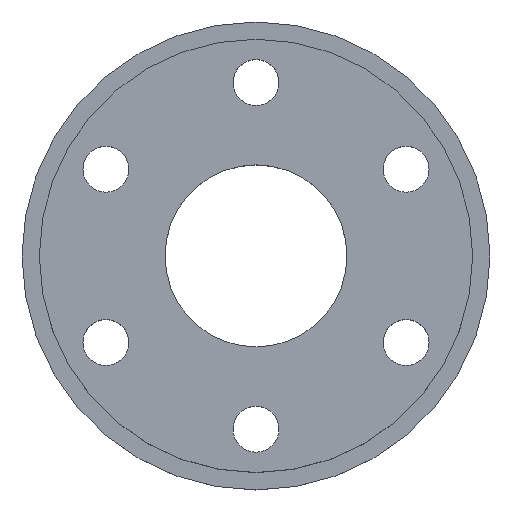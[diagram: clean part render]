
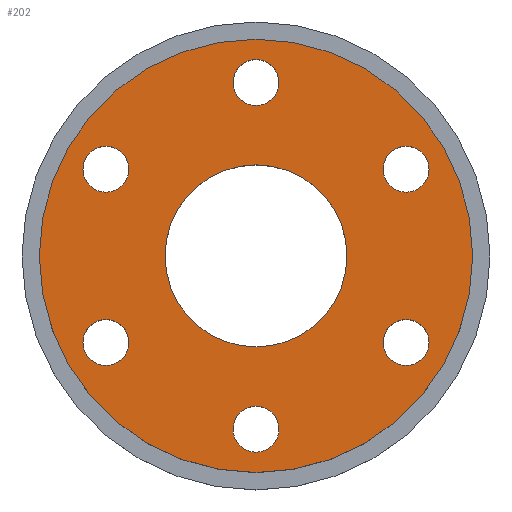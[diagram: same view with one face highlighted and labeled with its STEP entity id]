
A CAD part, top view. The second image highlights one B-rep face of the part: STEP entity #202.
In plain terms, the highlighted planar face has unit normal (0, 0, 1).
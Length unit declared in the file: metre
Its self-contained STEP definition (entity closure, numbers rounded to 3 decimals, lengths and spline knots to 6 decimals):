
#15=PLANE('',#241);
#34=ORIENTED_EDGE('',*,*,#67,.T.);
#35=ORIENTED_EDGE('',*,*,#68,.T.);
#36=ORIENTED_EDGE('',*,*,#69,.T.);
#37=ORIENTED_EDGE('',*,*,#70,.T.);
#38=ORIENTED_EDGE('',*,*,#71,.T.);
#39=ORIENTED_EDGE('',*,*,#72,.T.);
#40=ORIENTED_EDGE('',*,*,#55,.F.);
#41=ORIENTED_EDGE('',*,*,#66,.T.);
#55=EDGE_CURVE('',#74,#74,#93,.T.);
#66=EDGE_CURVE('',#85,#85,#104,.T.);
#67=EDGE_CURVE('',#86,#86,#105,.F.);
#68=EDGE_CURVE('',#87,#87,#106,.F.);
#69=EDGE_CURVE('',#88,#88,#107,.F.);
#70=EDGE_CURVE('',#89,#89,#108,.F.);
#71=EDGE_CURVE('',#90,#90,#109,.F.);
#72=EDGE_CURVE('',#91,#91,#110,.F.);
#74=VERTEX_POINT('',#325);
#85=VERTEX_POINT('',#352);
#86=VERTEX_POINT('',#355);
#87=VERTEX_POINT('',#357);
#88=VERTEX_POINT('',#359);
#89=VERTEX_POINT('',#361);
#90=VERTEX_POINT('',#363);
#91=VERTEX_POINT('',#365);
#93=CIRCLE('',#224,0.0105);
#104=CIRCLE('',#240,0.025);
#105=CIRCLE('',#242,0.00265);
#106=CIRCLE('',#243,0.00265);
#107=CIRCLE('',#244,0.00265);
#108=CIRCLE('',#245,0.00265);
#109=CIRCLE('',#246,0.00265);
#110=CIRCLE('',#247,0.00265);
#129=EDGE_LOOP('',(#34));
#130=EDGE_LOOP('',(#35));
#131=EDGE_LOOP('',(#36));
#132=EDGE_LOOP('',(#37));
#133=EDGE_LOOP('',(#38));
#134=EDGE_LOOP('',(#39));
#135=EDGE_LOOP('',(#40));
#136=EDGE_LOOP('',(#41));
#167=FACE_BOUND('',#129,.T.);
#168=FACE_BOUND('',#130,.T.);
#169=FACE_BOUND('',#131,.T.);
#170=FACE_BOUND('',#132,.T.);
#171=FACE_BOUND('',#133,.T.);
#172=FACE_BOUND('',#134,.T.);
#173=FACE_BOUND('',#135,.T.);
#174=FACE_BOUND('',#136,.T.);
#202=ADVANCED_FACE('',(#167,#168,#169,#170,#171,#172,#173,#174),#15,.T.);
#224=AXIS2_PLACEMENT_3D('',#324,#260,#261);
#240=AXIS2_PLACEMENT_3D('',#351,#292,#293);
#241=AXIS2_PLACEMENT_3D('',#353,#294,#295);
#242=AXIS2_PLACEMENT_3D('',#354,#296,#297);
#243=AXIS2_PLACEMENT_3D('',#356,#298,#299);
#244=AXIS2_PLACEMENT_3D('',#358,#300,#301);
#245=AXIS2_PLACEMENT_3D('',#360,#302,#303);
#246=AXIS2_PLACEMENT_3D('',#362,#304,#305);
#247=AXIS2_PLACEMENT_3D('',#364,#306,#307);
#260=DIRECTION('',(0.,0.,1.));
#261=DIRECTION('',(1.,0.,0.));
#292=DIRECTION('',(0.,0.,1.));
#293=DIRECTION('',(1.,0.,0.));
#294=DIRECTION('',(0.,0.,1.));
#295=DIRECTION('',(1.,0.,0.));
#296=DIRECTION('',(0.,0.,1.));
#297=DIRECTION('',(1.,0.,0.));
#298=DIRECTION('',(0.,0.,1.));
#299=DIRECTION('',(1.,0.,0.));
#300=DIRECTION('',(0.,0.,1.));
#301=DIRECTION('',(1.,0.,0.));
#302=DIRECTION('',(0.,0.,1.));
#303=DIRECTION('',(1.,0.,0.));
#304=DIRECTION('',(0.,0.,1.));
#305=DIRECTION('',(1.,0.,0.));
#306=DIRECTION('',(0.,0.,1.));
#307=DIRECTION('',(1.,0.,0.));
#324=CARTESIAN_POINT('',(0.,0.,0.009));
#325=CARTESIAN_POINT('',(0.0105,0.,0.009));
#351=CARTESIAN_POINT('',(0.,0.,0.009));
#352=CARTESIAN_POINT('',(0.025,0.,0.009));
#353=CARTESIAN_POINT('',(0.,0.,0.009));
#354=CARTESIAN_POINT('',(-0.017321,-0.01,0.009));
#355=CARTESIAN_POINT('',(-0.014671,-0.01,0.009));
#356=CARTESIAN_POINT('',(0.,-0.02,0.009));
#357=CARTESIAN_POINT('',(0.00265,-0.02,0.009));
#358=CARTESIAN_POINT('',(0.017321,-0.01,0.009));
#359=CARTESIAN_POINT('',(0.019971,-0.01,0.009));
#360=CARTESIAN_POINT('',(0.017321,0.01,0.009));
#361=CARTESIAN_POINT('',(0.019971,0.01,0.009));
#362=CARTESIAN_POINT('',(0.,0.02,0.009));
#363=CARTESIAN_POINT('',(0.00265,0.02,0.009));
#364=CARTESIAN_POINT('',(-0.017321,0.01,0.009));
#365=CARTESIAN_POINT('',(-0.014671,0.01,0.009));
